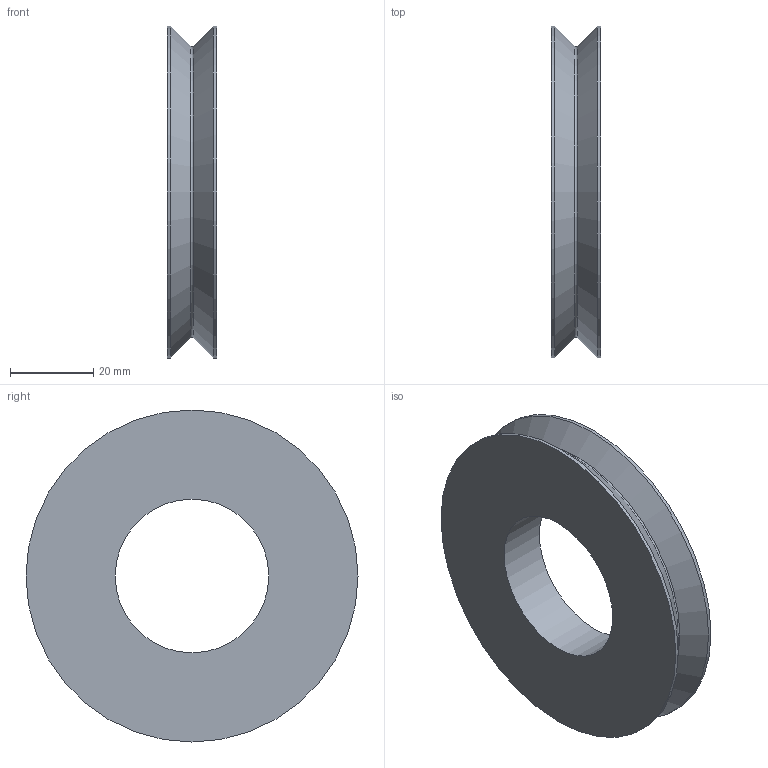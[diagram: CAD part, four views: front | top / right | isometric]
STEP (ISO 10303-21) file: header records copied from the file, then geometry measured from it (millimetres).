
FILE_DESCRIPTION (( 'STEP AP203' ), '1' );
FILE_NAME ('250530 STEP 1-400392-01_20542.STEP', '2025-05-30T09:15:30', ( '' ), ( '' ), 'SwSTEP 2.0', 'SolidWorks 2024', '' );
FILE_SCHEMA (( 'CONFIG_CONTROL_DESIGN' ));
Length unit declared in the file: millimetre
Products named in the file (1): 250530 STEP 1-400392-01_20542
Bounding box: 12 x 80 x 80 mm (x, y, z)
Volume: 41005.8 mm3; surface area: 13114.4 mm2
Topology: 1 solids, 1 shells, 8 faces, 14 edges, 8 vertices
Faces by surface type: cylinder 3, plane 2, cone 2, torus 1
Full cylindrical faces by diameter (mm): 37 x1, 80 x2
Entity records: 245 total; most frequent: DIRECTION 34, CARTESIAN_POINT 25, AXIS2_PLACEMENT_3D 17, ORIENTED_EDGE 16, EDGE_LOOP 16, FACE_OUTER_BOUND 12, ADVANCED_FACE 8, PERSON_AND_ORGANIZATION 8
